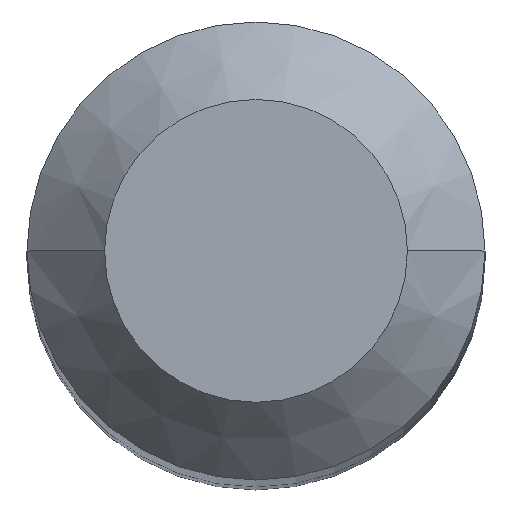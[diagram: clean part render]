
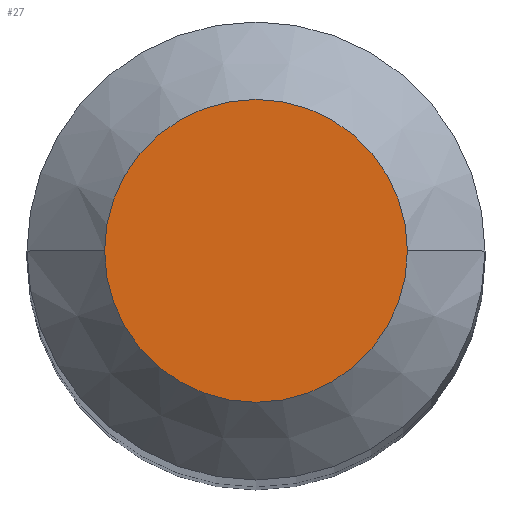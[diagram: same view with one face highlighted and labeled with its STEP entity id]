
A CAD part, top view. The second image highlights one B-rep face of the part: STEP entity #27.
In plain terms, the highlighted planar face has unit normal (0, 0, 1).
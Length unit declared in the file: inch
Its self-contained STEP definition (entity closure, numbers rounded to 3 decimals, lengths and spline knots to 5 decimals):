
#27 = ADVANCED_FACE ( 'NONE', ( #208 ), #130, .F. ) ;
#50 = DIRECTION ( 'NONE',  ( 1., 0., 0. ) ) ;
#51 = AXIS2_PLACEMENT_3D ( 'NONE', #357, #358, #50 ) ;
#99 = DIRECTION ( 'NONE',  ( -1., 0., 0. ) ) ;
#127 = ORIENTED_EDGE ( 'NONE', *, *, #191, .T. ) ;
#130 = PLANE ( 'NONE',  #276 ) ;
#134 = CIRCLE ( 'NONE', #51, 0.03905 ) ;
#150 = VERTEX_POINT ( 'NONE', #218 ) ;
#156 = CARTESIAN_POINT ( 'NONE',  ( 0., 0.03905, 0. ) ) ;
#169 = DIRECTION ( 'NONE',  ( 0., 0., 1. ) ) ;
#174 = EDGE_LOOP ( 'NONE', ( #363, #127 ) ) ;
#185 = VERTEX_POINT ( 'NONE', #243 ) ;
#191 = EDGE_CURVE ( 'NONE', #185, #150, #134, .T. ) ;
#199 = CIRCLE ( 'NONE', #333, 0.03905 ) ;
#208 = FACE_OUTER_BOUND ( 'NONE', #174, .T. ) ;
#218 = CARTESIAN_POINT ( 'NONE',  ( -0.03905, 0., 0. ) ) ;
#243 = CARTESIAN_POINT ( 'NONE',  ( 0.03905, 0., 0. ) ) ;
#275 = CARTESIAN_POINT ( 'NONE',  ( 0., 0., 0. ) ) ;
#276 = AXIS2_PLACEMENT_3D ( 'NONE', #156, #294, #99 ) ;
#294 = DIRECTION ( 'NONE',  ( 0., 0., -1. ) ) ;
#333 = AXIS2_PLACEMENT_3D ( 'NONE', #275, #169, #339 ) ;
#339 = DIRECTION ( 'NONE',  ( 1., 0., 0. ) ) ;
#352 = EDGE_CURVE ( 'NONE', #150, #185, #199, .T. ) ;
#357 = CARTESIAN_POINT ( 'NONE',  ( 0., 0., 0. ) ) ;
#358 = DIRECTION ( 'NONE',  ( 0., 0., 1. ) ) ;
#363 = ORIENTED_EDGE ( 'NONE', *, *, #352, .T. ) ;
